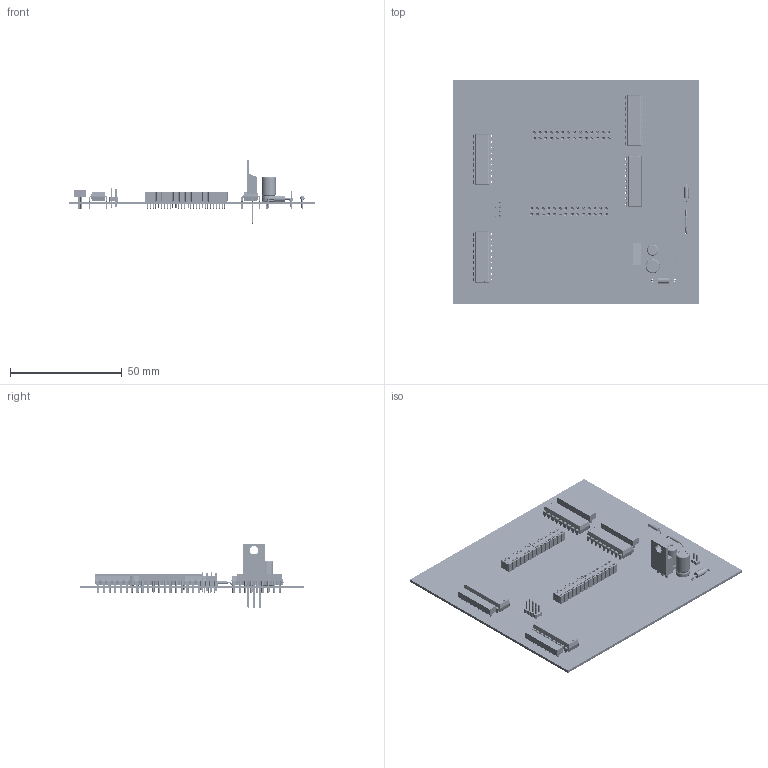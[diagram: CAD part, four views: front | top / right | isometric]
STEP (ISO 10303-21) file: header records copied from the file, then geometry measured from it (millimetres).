
FILE_DESCRIPTION(('PCB Model'),'2;1');
FILE_NAME('board_v1_2.STEP','2016-10-11T15:17:44',('Roberto'),('Unspecified') ,'Open CASCADE STEP processor 6.8','Proteus','Unknown');
FILE_SCHEMA(('CONFIG_CONTROL_DESIGN','SHAPE_APPEARANCE_LAYER_MIM'));
Length unit declared in the file: millimetre
Products named in the file (71): Open CASCADE STEP translator 6.8 1; Layer_1; B1; Open CASCADE STEP translator 6.8 1.2.1; Body_1; B2; Open CASCADE STEP translator 6.8 1.3.1; T1; Open CASCADE STEP translator 6.8 1.4.1; T2; Open CASCADE STEP translator 6.8 1.5.1; LEFT; Open CASCADE STEP translator 6.8 1.6.1; RIGHT; Open CASCADE STEP translator 6.8 1.7.1; TOP; Open CASCADE STEP translator 6.8 1.8.1; BOT; Open CASCADE STEP translator 6.8 1.9.1; J1; Open CASCADE STEP translator 6.8 1.10.1; Pin_1; Pin_2; Pin_3; Pin_4; Pin_5; Pin_6; Pin_7; Pin_8; J2; J3; J4; U1; Open CASCADE STEP translator 6.8 1.14.1; C1; Open CASCADE STEP translator 6.8 1.15.1; C2; Open CASCADE STEP translator 6.8 1.16.1; D1; Open CASCADE STEP translator 6.8 1.17.1 ...
Assembly tree (79 placements, depth 5):
  Open CASCADE STEP translator 6.8 1
    Layer_1
    B1
      Open CASCADE STEP translator 6.8 1.2.1
        Body_1
    B2
      Open CASCADE STEP translator 6.8 1.3.1
        Body_1
    T1
      Open CASCADE STEP translator 6.8 1.4.1
        Body_1
    T2
      Open CASCADE STEP translator 6.8 1.5.1
        Body_1
    LEFT
      Open CASCADE STEP translator 6.8 1.6.1
        Body_1
    RIGHT
      Open CASCADE STEP translator 6.8 1.7.1
        Body_1
    TOP
      Open CASCADE STEP translator 6.8 1.8.1
        Body_1
    BOT
      Open CASCADE STEP translator 6.8 1.9.1
        Body_1
    J1
      Open CASCADE STEP translator 6.8 1.10.1
        Body_1
        Pin_1
        Pin_2
        Pin_3
        Pin_4
        Pin_5
        Pin_6
        Pin_7
        Pin_8
    J2
      Open CASCADE STEP translator 6.8 1.10.1
        Body_1
        Pin_1
        Pin_2
        Pin_3
        Pin_4
        Pin_5
        Pin_6
        Pin_7
        Pin_8
    J3
      Open CASCADE STEP translator 6.8 1.10.1
        Body_1
        Pin_1
        Pin_2
        Pin_3
        Pin_4
        Pin_5
        Pin_6
        Pin_7
        Pin_8
    J4
Bounding box: 110.01 x 99.76 x 28.62 mm (x, y, z)
Volume: 19478.4 mm3; surface area: 32335.4 mm2
Topology: 64 solids, 64 shells, 4646 faces, 11647 edges, 7020 vertices
Faces by surface type: plane 1826, cylinder 1254, cone 1120, sphere 192, torus 176, bspline 76, extrusion 2
Entity records: 70612 total; most frequent: CARTESIAN_POINT 10335, DIRECTION 9639, ORIENTED_EDGE 9038, EDGE_CURVE 4519, AXIS2_PLACEMENT_3D 3598, VERTEX_POINT 2850, VECTOR 2443, LINE 2441
